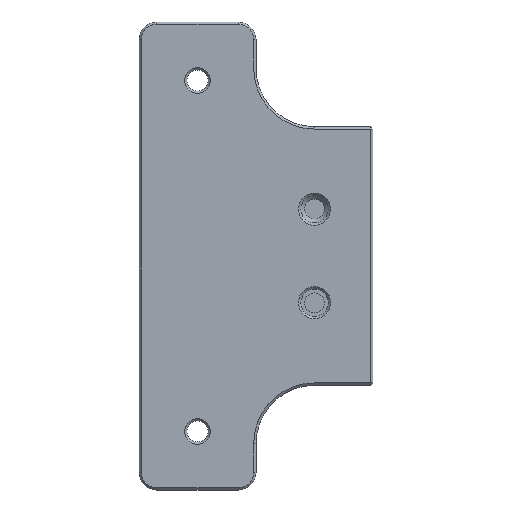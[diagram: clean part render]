
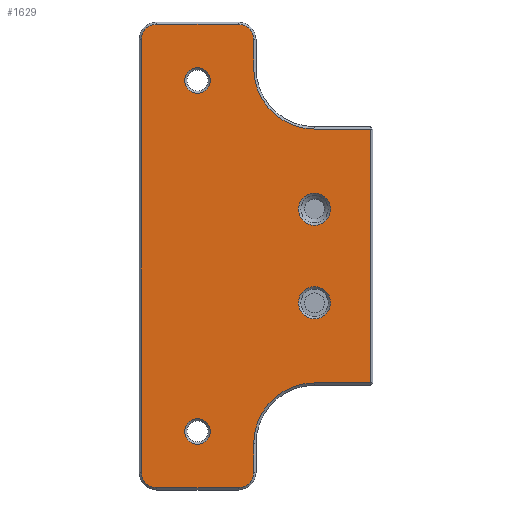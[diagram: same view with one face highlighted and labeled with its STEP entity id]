
A CAD part, top view. The second image highlights one B-rep face of the part: STEP entity #1629.
In plain terms, the highlighted planar face has unit normal (0, 0, 1).
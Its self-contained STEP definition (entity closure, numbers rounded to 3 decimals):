
#34=FACE_BOUND('',#285,.T.);
#35=FACE_BOUND('',#286,.T.);
#36=FACE_BOUND('',#287,.T.);
#37=FACE_BOUND('',#288,.T.);
#61=CIRCLE('',#1723,10.4);
#62=CIRCLE('',#1726,2.6);
#64=CIRCLE('',#1730,2.6);
#66=CIRCLE('',#1734,2.6);
#68=CIRCLE('',#1738,2.6);
#70=CIRCLE('',#1742,10.4);
#74=CIRCLE('',#1764,2.2);
#75=CIRCLE('',#1765,2.75);
#76=CIRCLE('',#1766,2.75);
#77=CIRCLE('',#1767,2.2);
#183=FACE_OUTER_BOUND('',#284,.T.);
#284=EDGE_LOOP('',(#1346,#1347,#1348,#1349,#1350,#1351,#1352,#1353,#1354,
#1355,#1356,#1357,#1358,#1359));
#285=EDGE_LOOP('',(#1360));
#286=EDGE_LOOP('',(#1361));
#287=EDGE_LOOP('',(#1362));
#288=EDGE_LOOP('',(#1363));
#425=LINE('',#2554,#602);
#429=LINE('',#2566,#606);
#433=LINE('',#2578,#610);
#437=LINE('',#2590,#614);
#441=LINE('',#2602,#618);
#445=LINE('',#2612,#622);
#446=LINE('',#2614,#623);
#454=LINE('',#2633,#631);
#602=VECTOR('',#2044,10.);
#606=VECTOR('',#2056,10.);
#610=VECTOR('',#2068,10.);
#614=VECTOR('',#2080,10.);
#618=VECTOR('',#2092,10.);
#622=VECTOR('',#2104,10.);
#623=VECTOR('',#2107,10.);
#631=VECTOR('',#2129,10.);
#755=VERTEX_POINT('',#2532);
#756=VERTEX_POINT('',#2536);
#758=VERTEX_POINT('',#2542);
#761=VERTEX_POINT('',#2547);
#763=VERTEX_POINT('',#2552);
#765=VERTEX_POINT('',#2558);
#767=VERTEX_POINT('',#2564);
#769=VERTEX_POINT('',#2570);
#771=VERTEX_POINT('',#2576);
#773=VERTEX_POINT('',#2582);
#775=VERTEX_POINT('',#2588);
#777=VERTEX_POINT('',#2594);
#779=VERTEX_POINT('',#2600);
#781=VERTEX_POINT('',#2606);
#786=VERTEX_POINT('',#2656);
#787=VERTEX_POINT('',#2658);
#788=VERTEX_POINT('',#2660);
#789=VERTEX_POINT('',#2662);
#935=EDGE_CURVE('',#761,#758,#61,.T.);
#937=EDGE_CURVE('',#763,#761,#425,.T.);
#940=EDGE_CURVE('',#765,#763,#62,.T.);
#943=EDGE_CURVE('',#767,#765,#429,.T.);
#946=EDGE_CURVE('',#769,#767,#64,.T.);
#949=EDGE_CURVE('',#771,#769,#433,.T.);
#952=EDGE_CURVE('',#773,#771,#66,.T.);
#955=EDGE_CURVE('',#775,#773,#437,.T.);
#958=EDGE_CURVE('',#777,#775,#68,.T.);
#961=EDGE_CURVE('',#779,#777,#441,.T.);
#964=EDGE_CURVE('',#781,#779,#70,.T.);
#967=EDGE_CURVE('',#756,#781,#445,.T.);
#968=EDGE_CURVE('',#758,#755,#446,.T.);
#978=EDGE_CURVE('',#755,#756,#454,.T.);
#990=EDGE_CURVE('',#786,#786,#74,.T.);
#991=EDGE_CURVE('',#787,#787,#75,.T.);
#992=EDGE_CURVE('',#788,#788,#76,.T.);
#993=EDGE_CURVE('',#789,#789,#77,.T.);
#1346=ORIENTED_EDGE('',*,*,#935,.F.);
#1347=ORIENTED_EDGE('',*,*,#937,.F.);
#1348=ORIENTED_EDGE('',*,*,#940,.F.);
#1349=ORIENTED_EDGE('',*,*,#943,.F.);
#1350=ORIENTED_EDGE('',*,*,#946,.F.);
#1351=ORIENTED_EDGE('',*,*,#949,.F.);
#1352=ORIENTED_EDGE('',*,*,#952,.F.);
#1353=ORIENTED_EDGE('',*,*,#955,.F.);
#1354=ORIENTED_EDGE('',*,*,#958,.F.);
#1355=ORIENTED_EDGE('',*,*,#961,.F.);
#1356=ORIENTED_EDGE('',*,*,#964,.F.);
#1357=ORIENTED_EDGE('',*,*,#967,.F.);
#1358=ORIENTED_EDGE('',*,*,#978,.F.);
#1359=ORIENTED_EDGE('',*,*,#968,.F.);
#1360=ORIENTED_EDGE('',*,*,#990,.F.);
#1361=ORIENTED_EDGE('',*,*,#991,.F.);
#1362=ORIENTED_EDGE('',*,*,#992,.F.);
#1363=ORIENTED_EDGE('',*,*,#993,.F.);
#1548=PLANE('',#1763);
#1629=ADVANCED_FACE('',(#183,#34,#35,#36,#37),#1548,.T.);
#1723=AXIS2_PLACEMENT_3D('',#2549,#2039,#2040);
#1726=AXIS2_PLACEMENT_3D('',#2560,#2049,#2050);
#1730=AXIS2_PLACEMENT_3D('',#2572,#2061,#2062);
#1734=AXIS2_PLACEMENT_3D('',#2584,#2073,#2074);
#1738=AXIS2_PLACEMENT_3D('',#2596,#2085,#2086);
#1742=AXIS2_PLACEMENT_3D('',#2608,#2097,#2098);
#1763=AXIS2_PLACEMENT_3D('',#2655,#2161,#2162);
#1764=AXIS2_PLACEMENT_3D('',#2657,#2163,#2164);
#1765=AXIS2_PLACEMENT_3D('',#2659,#2165,#2166);
#1766=AXIS2_PLACEMENT_3D('',#2661,#2167,#2168);
#1767=AXIS2_PLACEMENT_3D('',#2663,#2169,#2170);
#2039=DIRECTION('center_axis',(0.,0.,
1.));
#2040=DIRECTION('ref_axis',(-0.707,-0.707,0.));
#2044=DIRECTION('',(0.,-1.,0.));
#2049=DIRECTION('center_axis',(0.,0.,
-1.));
#2050=DIRECTION('ref_axis',(0.707,0.707,0.));
#2056=DIRECTION('',(1.,0.,0.));
#2061=DIRECTION('center_axis',(0.,0.,
-1.));
#2062=DIRECTION('ref_axis',(-0.707,0.707,0.));
#2068=DIRECTION('',(0.,1.,0.));
#2073=DIRECTION('center_axis',(0.,0.,
-1.));
#2074=DIRECTION('ref_axis',(-0.707,-0.707,0.));
#2080=DIRECTION('',(-1.,0.,0.));
#2085=DIRECTION('center_axis',(0.,0.,
-1.));
#2086=DIRECTION('ref_axis',(0.707,-0.707,0.));
#2092=DIRECTION('',(0.,-1.,0.));
#2097=DIRECTION('center_axis',(0.,0.,
1.));
#2098=DIRECTION('ref_axis',(-0.707,0.707,0.));
#2104=DIRECTION('',(-1.,0.,0.));
#2107=DIRECTION('',(1.,0.,0.));
#2129=DIRECTION('',(0.,-1.,0.));
#2161=DIRECTION('center_axis',(0.,0.,
1.));
#2162=DIRECTION('ref_axis',(0.,-1.,0.));
#2163=DIRECTION('center_axis',(0.,0.,
1.));
#2164=DIRECTION('ref_axis',(-1.,0.,0.));
#2165=DIRECTION('center_axis',(0.,0.,
1.));
#2166=DIRECTION('ref_axis',(-1.,0.,0.));
#2167=DIRECTION('center_axis',(0.,0.,
1.));
#2168=DIRECTION('ref_axis',(-1.,0.,0.));
#2169=DIRECTION('center_axis',(0.,0.,
1.));
#2170=DIRECTION('ref_axis',(-1.,0.,0.));
#2532=CARTESIAN_POINT('',(-215.4,21.7,-232.1));
#2536=CARTESIAN_POINT('',(-215.4,-21.7,-232.1));
#2542=CARTESIAN_POINT('',(-225.,21.7,-232.1));
#2547=CARTESIAN_POINT('',(-235.4,32.1,-232.1));
#2549=CARTESIAN_POINT('Origin',(-225.,32.1,-232.1));
#2552=CARTESIAN_POINT('',(-235.4,37.,-232.1));
#2554=CARTESIAN_POINT('',(-235.4,-3.55,-232.1));
#2558=CARTESIAN_POINT('',(-238.,39.6,-232.1));
#2560=CARTESIAN_POINT('Origin',(-238.,37.,-232.1));
#2564=CARTESIAN_POINT('',(-252.,39.6,-232.1));
#2566=CARTESIAN_POINT('',(-235.,39.6,-232.1));
#2570=CARTESIAN_POINT('',(-254.6,37.,-232.1));
#2572=CARTESIAN_POINT('Origin',(-252.,37.,-232.1));
#2576=CARTESIAN_POINT('',(-254.6,-37.,-232.1));
#2578=CARTESIAN_POINT('',(-254.6,-3.55,-232.1));
#2582=CARTESIAN_POINT('',(-252.,-39.6,-232.1));
#2584=CARTESIAN_POINT('Origin',(-252.,-37.,-232.1));
#2588=CARTESIAN_POINT('',(-238.,-39.6,-232.1));
#2590=CARTESIAN_POINT('',(-235.,-39.6,-232.1));
#2594=CARTESIAN_POINT('',(-235.4,-37.,-232.1));
#2596=CARTESIAN_POINT('Origin',(-238.,-37.,-232.1));
#2600=CARTESIAN_POINT('',(-235.4,-32.1,-232.1));
#2602=CARTESIAN_POINT('',(-235.4,-3.55,-232.1));
#2606=CARTESIAN_POINT('',(-225.,-21.7,-232.1));
#2608=CARTESIAN_POINT('Origin',(-225.,-32.1,-232.1));
#2612=CARTESIAN_POINT('',(-235.,-21.7,-232.1));
#2614=CARTESIAN_POINT('',(-235.,21.7,-232.1));
#2633=CARTESIAN_POINT('',(-215.4,-3.55,-232.1));
#2655=CARTESIAN_POINT('Origin',(-235.,-7.1,-232.1));
#2656=CARTESIAN_POINT('',(-242.8,-30.,-232.1));
#2657=CARTESIAN_POINT('Origin',(-245.,-30.,-232.1));
#2658=CARTESIAN_POINT('',(-222.25,8.,-232.1));
#2659=CARTESIAN_POINT('Origin',(-225.,8.,-232.1));
#2660=CARTESIAN_POINT('',(-222.25,-8.,-232.1));
#2661=CARTESIAN_POINT('Origin',(-225.,-8.,-232.1));
#2662=CARTESIAN_POINT('',(-242.8,30.,-232.1));
#2663=CARTESIAN_POINT('Origin',(-245.,30.,-232.1));
